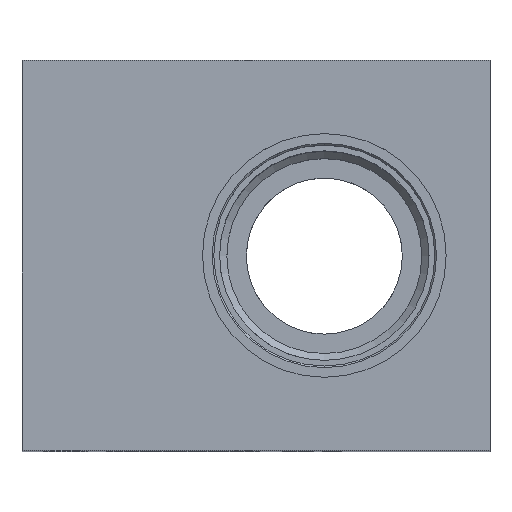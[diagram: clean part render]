
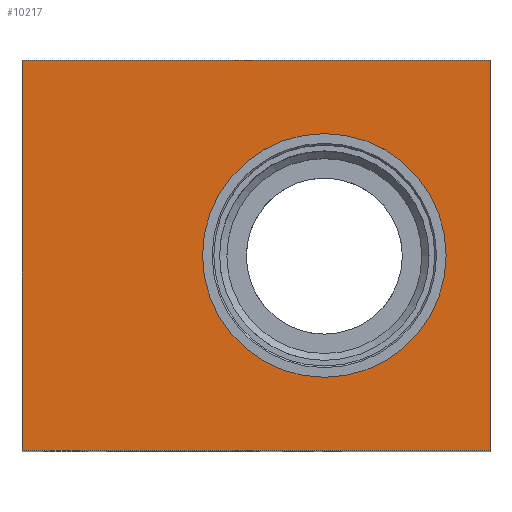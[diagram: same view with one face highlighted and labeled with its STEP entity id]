
A CAD part, top view. The second image highlights one B-rep face of the part: STEP entity #10217.
In plain terms, the highlighted planar face has unit normal (0, 0, 1).
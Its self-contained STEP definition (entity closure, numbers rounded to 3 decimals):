
#121=CIRCLE('',#10647,19.837);
#122=CIRCLE('',#10648,19.837);
#717=FACE_BOUND('',#1795,.T.);
#1230=FACE_OUTER_BOUND('',#1794,.T.);
#1794=EDGE_LOOP('',(#8935,#8936,#8937,#8938));
#1795=EDGE_LOOP('',(#8939,#8940));
#2178=LINE('',#13458,#3153);
#2768=LINE('',#17774,#3743);
#2771=LINE('',#17778,#3746);
#2773=LINE('',#17782,#3748);
#3153=VECTOR('',#11327,10.);
#3743=VECTOR('',#12535,10.);
#3746=VECTOR('',#12540,10.);
#3748=VECTOR('',#12546,10.);
#4013=VERTEX_POINT('',#13455);
#4014=VERTEX_POINT('',#13457);
#4679=VERTEX_POINT('',#17715);
#4680=VERTEX_POINT('',#17716);
#4699=VERTEX_POINT('',#17771);
#4700=VERTEX_POINT('',#17773);
#5096=EDGE_CURVE('',#4014,#4013,#2178,.T.);
#6087=EDGE_CURVE('',#4679,#4680,#121,.T.);
#6088=EDGE_CURVE('',#4680,#4679,#122,.T.);
#6114=EDGE_CURVE('',#4700,#4699,#2768,.T.);
#6117=EDGE_CURVE('',#4013,#4700,#2771,.T.);
#6119=EDGE_CURVE('',#4699,#4014,#2773,.T.);
#8935=ORIENTED_EDGE('',*,*,#6119,.T.);
#8936=ORIENTED_EDGE('',*,*,#5096,.T.);
#8937=ORIENTED_EDGE('',*,*,#6117,.T.);
#8938=ORIENTED_EDGE('',*,*,#6114,.T.);
#8939=ORIENTED_EDGE('',*,*,#6087,.T.);
#8940=ORIENTED_EDGE('',*,*,#6088,.T.);
#9261=PLANE('',#10678);
#10217=ADVANCED_FACE('',(#1230,#717),#9261,.T.);
#10647=AXIS2_PLACEMENT_3D('',#17717,#12470,#12471);
#10648=AXIS2_PLACEMENT_3D('',#17718,#12472,#12473);
#10678=AXIS2_PLACEMENT_3D('',#17783,#12547,#12548);
#11327=DIRECTION('',(0.,1.,0.));
#12470=DIRECTION('center_axis',(0.,0.,-1.));
#12471=DIRECTION('ref_axis',(1.,0.,0.));
#12472=DIRECTION('center_axis',(0.,0.,-1.));
#12473=DIRECTION('ref_axis',(1.,0.,0.));
#12535=DIRECTION('',(0.,-1.,0.));
#12540=DIRECTION('',(-1.,0.,0.));
#12546=DIRECTION('',(1.,0.,0.));
#12547=DIRECTION('center_axis',(0.,0.,1.));
#12548=DIRECTION('ref_axis',(1.,0.,0.));
#13455=CARTESIAN_POINT('',(76.2,63.5,101.6));
#13457=CARTESIAN_POINT('',(76.2,0.,101.6));
#13458=CARTESIAN_POINT('',(76.2,0.,101.6));
#17715=CARTESIAN_POINT('',(69.063,31.75,101.6));
#17716=CARTESIAN_POINT('',(29.388,31.75,101.6));
#17717=CARTESIAN_POINT('Origin',(49.225,31.75,101.6));
#17718=CARTESIAN_POINT('Origin',(49.225,31.75,101.6));
#17771=CARTESIAN_POINT('',(0.,0.,101.6));
#17773=CARTESIAN_POINT('',(0.,63.5,101.6));
#17774=CARTESIAN_POINT('',(0.,63.5,101.6));
#17778=CARTESIAN_POINT('',(76.2,63.5,101.6));
#17782=CARTESIAN_POINT('',(0.,0.,101.6));
#17783=CARTESIAN_POINT('Origin',(38.1,31.75,101.6));
